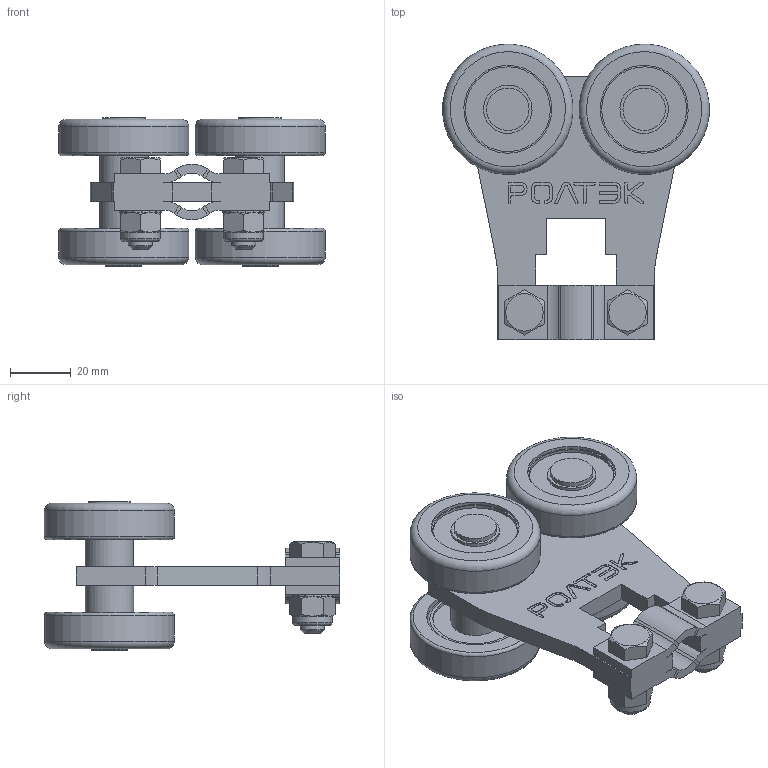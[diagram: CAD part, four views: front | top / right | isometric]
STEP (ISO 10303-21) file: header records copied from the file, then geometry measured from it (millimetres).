
FILE_DESCRIPTION(('STEP AP203'), '1');
FILE_NAME('211.RC55 Òåëåæêà RC55 ñ êðåïëåíèåì ïîä áîëò', '', ('UNSPECIFIED'), ('UNSPECIFIED'), 'ASCON STEP Converter 1.3', 'ASCON Math Kernel', '');
FILE_SCHEMA(('CONFIG_CONTROL_DESIGN'));
Length unit declared in the file: millimetre
Products named in the file (1): 211.RC55
Bounding box: 87.93 x 97.46 x 49 mm (x, y, z)
Volume: 105325.9 mm3; surface area: 35806.3 mm2
Topology: 1 solids, 1 shells, 535 faces, 1328 edges, 840 vertices
Faces by surface type: plane 344, cylinder 143, cone 32, torus 16
Full cylindrical faces by diameter (mm): 8 x2, 8.75 x2, 12 x2, 13 x2, 14 x2, 16 x8, 28 x8, 29 x4, 32 x4, 43 x4
Entity records: 21182 total; most frequent: CARTESIAN_POINT 4162, DIRECTION 2684, ORIENTED_EDGE 2532, EDGE_CURVE 1266, AXIS2_PLACEMENT_3D 942, VERTEX_POINT 840, LINE 800, VECTOR 800
